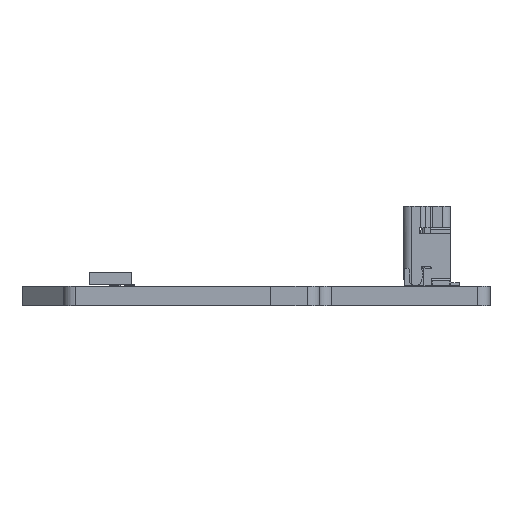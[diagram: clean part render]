
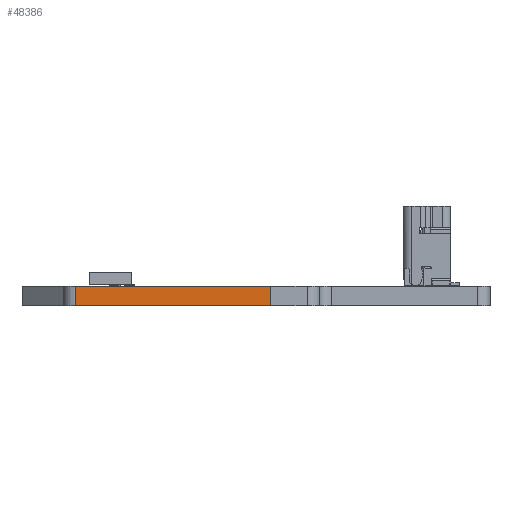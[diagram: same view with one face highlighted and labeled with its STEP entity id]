
A CAD part, left-side view. The second image highlights one B-rep face of the part: STEP entity #48386.
In plain terms, the highlighted planar face has unit normal (-1, 0, 0).
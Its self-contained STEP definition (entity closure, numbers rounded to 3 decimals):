
#48386 = ADVANCED_FACE('',(#48387),#48401,.F.);
#48387 = FACE_BOUND('',#48388,.F.);
#48388 = EDGE_LOOP('',(#48389,#48424,#48452,#48480));
#48389 = ORIENTED_EDGE('',*,*,#48390,.T.);
#48390 = EDGE_CURVE('',#48391,#48393,#48395,.T.);
#48391 = VERTEX_POINT('',#48392);
#48392 = CARTESIAN_POINT('',(-39.4,14.8,0.));
#48393 = VERTEX_POINT('',#48394);
#48394 = CARTESIAN_POINT('',(-39.4,14.8,1.6));
#48395 = SURFACE_CURVE('',#48396,(#48400,#48412),.PCURVE_S1.);
#48396 = LINE('',#48397,#48398);
#48397 = CARTESIAN_POINT('',(-39.4,14.8,0.));
#48398 = VECTOR('',#48399,1.);
#48399 = DIRECTION('',(0.,0.,1.));
#48400 = PCURVE('',#48401,#48406);
#48401 = PLANE('',#48402);
#48402 = AXIS2_PLACEMENT_3D('',#48403,#48404,#48405);
#48403 = CARTESIAN_POINT('',(-39.4,14.8,0.));
#48404 = DIRECTION('',(1.,0.,0.));
#48405 = DIRECTION('',(0.,-1.,0.));
#48406 = DEFINITIONAL_REPRESENTATION('',(#48407),#48411);
#48407 = LINE('',#48408,#48409);
#48408 = CARTESIAN_POINT('',(0.,0.));
#48409 = VECTOR('',#48410,1.);
#48410 = DIRECTION('',(0.,-1.));
#48411 = ( GEOMETRIC_REPRESENTATION_CONTEXT(2) 
PARAMETRIC_REPRESENTATION_CONTEXT() REPRESENTATION_CONTEXT('2D SPACE',''
  ) );
#48412 = PCURVE('',#48413,#48418);
#48413 = CYLINDRICAL_SURFACE('',#48414,1.);
#48414 = AXIS2_PLACEMENT_3D('',#48415,#48416,#48417);
#48415 = CARTESIAN_POINT('',(-38.4,14.8,0.));
#48416 = DIRECTION('',(0.,0.,-1.));
#48417 = DIRECTION('',(1.,0.,0.));
#48418 = DEFINITIONAL_REPRESENTATION('',(#48419),#48423);
#48419 = LINE('',#48420,#48421);
#48420 = CARTESIAN_POINT('',(-3.142,0.));
#48421 = VECTOR('',#48422,1.);
#48422 = DIRECTION('',(0.,-1.));
#48423 = ( GEOMETRIC_REPRESENTATION_CONTEXT(2) 
PARAMETRIC_REPRESENTATION_CONTEXT() REPRESENTATION_CONTEXT('2D SPACE',''
  ) );
#48424 = ORIENTED_EDGE('',*,*,#48425,.T.);
#48425 = EDGE_CURVE('',#48393,#48426,#48428,.T.);
#48426 = VERTEX_POINT('',#48427);
#48427 = CARTESIAN_POINT('',(-39.4,-1.2,1.6));
#48428 = SURFACE_CURVE('',#48429,(#48433,#48440),.PCURVE_S1.);
#48429 = LINE('',#48430,#48431);
#48430 = CARTESIAN_POINT('',(-39.4,14.8,1.6));
#48431 = VECTOR('',#48432,1.);
#48432 = DIRECTION('',(0.,-1.,0.));
#48433 = PCURVE('',#48401,#48434);
#48434 = DEFINITIONAL_REPRESENTATION('',(#48435),#48439);
#48435 = LINE('',#48436,#48437);
#48436 = CARTESIAN_POINT('',(0.,-1.6));
#48437 = VECTOR('',#48438,1.);
#48438 = DIRECTION('',(1.,0.));
#48439 = ( GEOMETRIC_REPRESENTATION_CONTEXT(2) 
PARAMETRIC_REPRESENTATION_CONTEXT() REPRESENTATION_CONTEXT('2D SPACE',''
  ) );
#48440 = PCURVE('',#48441,#48446);
#48441 = PLANE('',#48442);
#48442 = AXIS2_PLACEMENT_3D('',#48443,#48444,#48445);
#48443 = CARTESIAN_POINT('',(2.824,1.029,1.6));
#48444 = DIRECTION('',(0.,0.,1.));
#48445 = DIRECTION('',(1.,0.,0.));
#48446 = DEFINITIONAL_REPRESENTATION('',(#48447),#48451);
#48447 = LINE('',#48448,#48449);
#48448 = CARTESIAN_POINT('',(-42.224,13.771));
#48449 = VECTOR('',#48450,1.);
#48450 = DIRECTION('',(0.,-1.));
#48451 = ( GEOMETRIC_REPRESENTATION_CONTEXT(2) 
PARAMETRIC_REPRESENTATION_CONTEXT() REPRESENTATION_CONTEXT('2D SPACE',''
  ) );
#48452 = ORIENTED_EDGE('',*,*,#48453,.F.);
#48453 = EDGE_CURVE('',#48454,#48426,#48456,.T.);
#48454 = VERTEX_POINT('',#48455);
#48455 = CARTESIAN_POINT('',(-39.4,-1.2,0.));
#48456 = SURFACE_CURVE('',#48457,(#48461,#48468),.PCURVE_S1.);
#48457 = LINE('',#48458,#48459);
#48458 = CARTESIAN_POINT('',(-39.4,-1.2,0.));
#48459 = VECTOR('',#48460,1.);
#48460 = DIRECTION('',(0.,0.,1.));
#48461 = PCURVE('',#48401,#48462);
#48462 = DEFINITIONAL_REPRESENTATION('',(#48463),#48467);
#48463 = LINE('',#48464,#48465);
#48464 = CARTESIAN_POINT('',(16.,0.));
#48465 = VECTOR('',#48466,1.);
#48466 = DIRECTION('',(0.,-1.));
#48467 = ( GEOMETRIC_REPRESENTATION_CONTEXT(2) 
PARAMETRIC_REPRESENTATION_CONTEXT() REPRESENTATION_CONTEXT('2D SPACE',''
  ) );
#48468 = PCURVE('',#48469,#48474);
#48469 = PLANE('',#48470);
#48470 = AXIS2_PLACEMENT_3D('',#48471,#48472,#48473);
#48471 = CARTESIAN_POINT('',(-39.4,-1.2,0.));
#48472 = DIRECTION('',(1.,0.,0.));
#48473 = DIRECTION('',(0.,-1.,0.));
#48474 = DEFINITIONAL_REPRESENTATION('',(#48475),#48479);
#48475 = LINE('',#48476,#48477);
#48476 = CARTESIAN_POINT('',(0.,0.));
#48477 = VECTOR('',#48478,1.);
#48478 = DIRECTION('',(0.,-1.));
#48479 = ( GEOMETRIC_REPRESENTATION_CONTEXT(2) 
PARAMETRIC_REPRESENTATION_CONTEXT() REPRESENTATION_CONTEXT('2D SPACE',''
  ) );
#48480 = ORIENTED_EDGE('',*,*,#48481,.F.);
#48481 = EDGE_CURVE('',#48391,#48454,#48482,.T.);
#48482 = SURFACE_CURVE('',#48483,(#48487,#48494),.PCURVE_S1.);
#48483 = LINE('',#48484,#48485);
#48484 = CARTESIAN_POINT('',(-39.4,14.8,0.));
#48485 = VECTOR('',#48486,1.);
#48486 = DIRECTION('',(0.,-1.,0.));
#48487 = PCURVE('',#48401,#48488);
#48488 = DEFINITIONAL_REPRESENTATION('',(#48489),#48493);
#48489 = LINE('',#48490,#48491);
#48490 = CARTESIAN_POINT('',(0.,0.));
#48491 = VECTOR('',#48492,1.);
#48492 = DIRECTION('',(1.,0.));
#48493 = ( GEOMETRIC_REPRESENTATION_CONTEXT(2) 
PARAMETRIC_REPRESENTATION_CONTEXT() REPRESENTATION_CONTEXT('2D SPACE',''
  ) );
#48494 = PCURVE('',#48495,#48500);
#48495 = PLANE('',#48496);
#48496 = AXIS2_PLACEMENT_3D('',#48497,#48498,#48499);
#48497 = CARTESIAN_POINT('',(2.824,1.029,0.));
#48498 = DIRECTION('',(0.,0.,1.));
#48499 = DIRECTION('',(1.,0.,0.));
#48500 = DEFINITIONAL_REPRESENTATION('',(#48501),#48505);
#48501 = LINE('',#48502,#48503);
#48502 = CARTESIAN_POINT('',(-42.224,13.771));
#48503 = VECTOR('',#48504,1.);
#48504 = DIRECTION('',(0.,-1.));
#48505 = ( GEOMETRIC_REPRESENTATION_CONTEXT(2) 
PARAMETRIC_REPRESENTATION_CONTEXT() REPRESENTATION_CONTEXT('2D SPACE',''
  ) );
